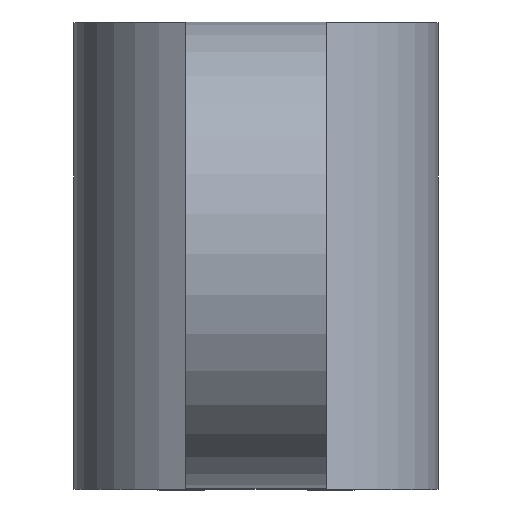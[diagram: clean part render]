
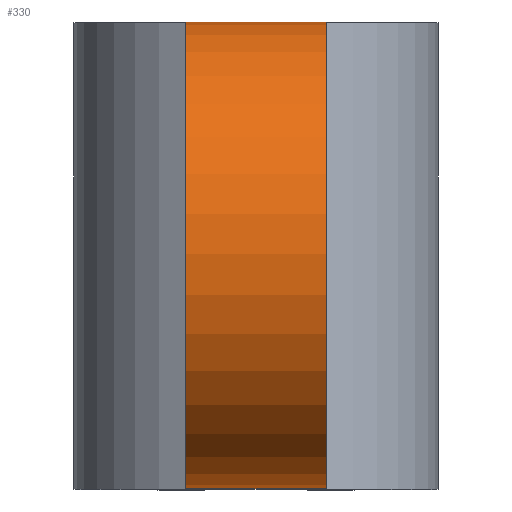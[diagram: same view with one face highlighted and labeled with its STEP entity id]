
A CAD part, top view. The second image highlights one B-rep face of the part: STEP entity #330.
In plain terms, the highlighted cylindrical face has radius 5 mm (diameter 10 mm), a partial arc.
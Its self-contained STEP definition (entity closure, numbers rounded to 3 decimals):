
#29=CYLINDRICAL_SURFACE('',#378,5.);
#45=FACE_OUTER_BOUND('',#67,.T.);
#67=EDGE_LOOP('',(#298,#299,#300,#301));
#74=LINE('',#496,#101);
#86=LINE('',#542,#113);
#101=VECTOR('',#393,10.);
#113=VECTOR('',#437,10.);
#138=CIRCLE('',#374,5.);
#141=CIRCLE('',#379,5.);
#148=VERTEX_POINT('',#493);
#149=VERTEX_POINT('',#495);
#166=VERTEX_POINT('',#539);
#167=VERTEX_POINT('',#541);
#178=EDGE_CURVE('',#149,#148,#74,.T.);
#201=EDGE_CURVE('',#166,#167,#86,.T.);
#212=EDGE_CURVE('',#166,#149,#138,.T.);
#216=EDGE_CURVE('',#167,#148,#141,.T.);
#298=ORIENTED_EDGE('',*,*,#212,.T.);
#299=ORIENTED_EDGE('',*,*,#178,.T.);
#300=ORIENTED_EDGE('',*,*,#216,.F.);
#301=ORIENTED_EDGE('',*,*,#201,.F.);
#330=ADVANCED_FACE('',(#45),#29,.T.);
#374=AXIS2_PLACEMENT_3D('',#563,#465,#466);
#378=AXIS2_PLACEMENT_3D('',#570,#474,#475);
#379=AXIS2_PLACEMENT_3D('',#571,#476,#477);
#393=DIRECTION('',(-1.,0.,0.));
#437=DIRECTION('',(-1.,0.,0.));
#465=DIRECTION('center_axis',(-1.,0.,0.));
#466=DIRECTION('ref_axis',(0.,-1.,0.));
#474=DIRECTION('center_axis',(-1.,0.,0.));
#475=DIRECTION('ref_axis',(0.,0.003,1.));
#476=DIRECTION('center_axis',(-1.,0.,0.));
#477=DIRECTION('ref_axis',(0.,-1.,0.));
#493=CARTESIAN_POINT('',(11.,13.5,-9.034));
#495=CARTESIAN_POINT('',(14.,13.5,-9.034));
#496=CARTESIAN_POINT('',(14.,13.5,-9.034));
#539=CARTESIAN_POINT('',(14.,3.5,-9.));
#541=CARTESIAN_POINT('',(11.,3.5,-9.));
#542=CARTESIAN_POINT('',(14.,3.5,-9.));
#563=CARTESIAN_POINT('Origin',(14.,8.5,-9.));
#570=CARTESIAN_POINT('Origin',(14.,8.5,-9.));
#571=CARTESIAN_POINT('Origin',(11.,8.5,-9.));
